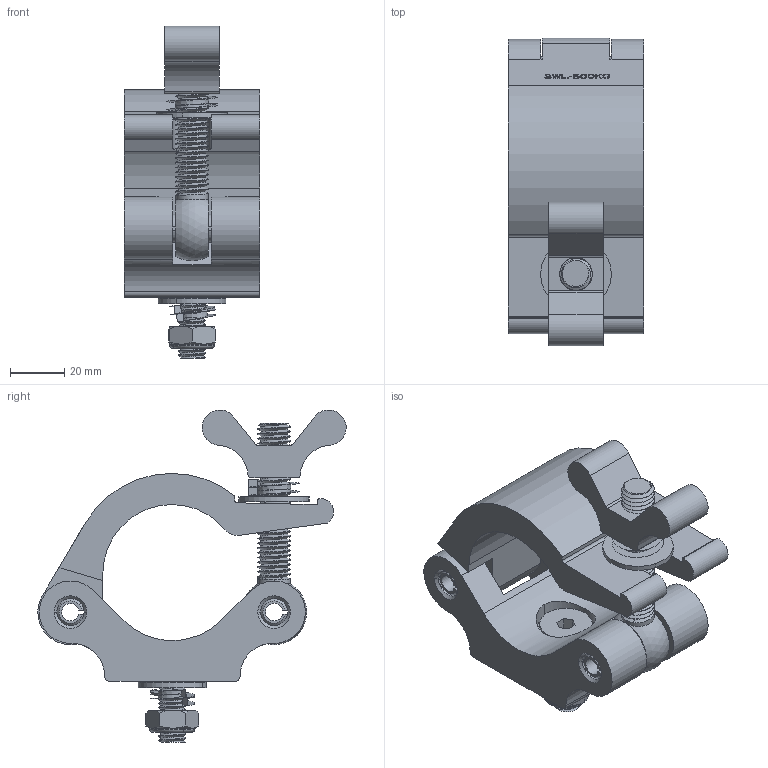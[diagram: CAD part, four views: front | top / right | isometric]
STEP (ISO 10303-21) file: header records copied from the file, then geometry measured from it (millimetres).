
FILE_DESCRIPTION(/* description */ (''),/* implementation_level */ '2;1');
FILE_NAME(/* name */ 'EVT50C-HDC.step',/* time_stamp */ '2024-01-24T15:17:38-08:00',/* author */ (''),/* organization */ (''),/* preprocessor_version */ 'ST-DEVELOPER v20',/* originating_system */ 'Autodesk Translation Framework v12.14.0.127',/* authorisation */ '');
FILE_SCHEMA (('AUTOMOTIVE_DESIGN { 1 0 10303 214 3 1 1 }'));
Length unit declared in the file: millimetre
Products named in the file (3): EVT50C-HDC; EVT50C-HDC_1; EVT50C-HDC (1)
Assembly tree (9 placements, depth 2):
  EVT50C-HDC
    EVT50C-HDC_1  x8
    EVT50C-HDC (1)
Bounding box: 50 x 113.46 x 122.24 mm (x, y, z)
Volume: 171857.7 mm3; surface area: 58280.1 mm2
Topology: 12 solids, 12 shells, 628 faces, 1710 edges, 1120 vertices
Faces by surface type: plane 350, cylinder 178, cone 48, bspline 46, torus 4, sphere 2
Entity records: 31103 total; most frequent: CARTESIAN_POINT 15683, ORIENTED_EDGE 3420, DIRECTION 2774, EDGE_CURVE 1710, LINE 1172, VECTOR 1172, VERTEX_POINT 1120, AXIS2_PLACEMENT_3D 801
